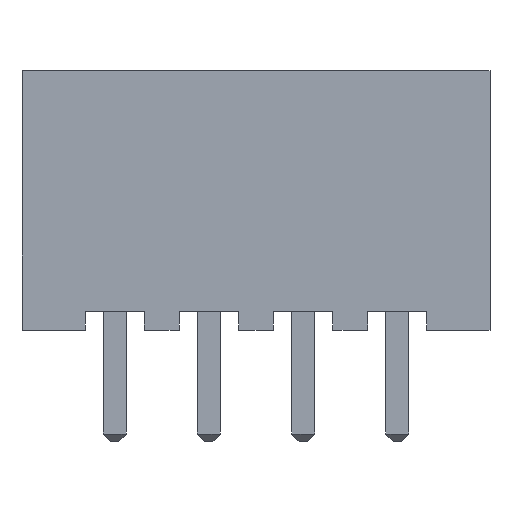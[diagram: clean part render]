
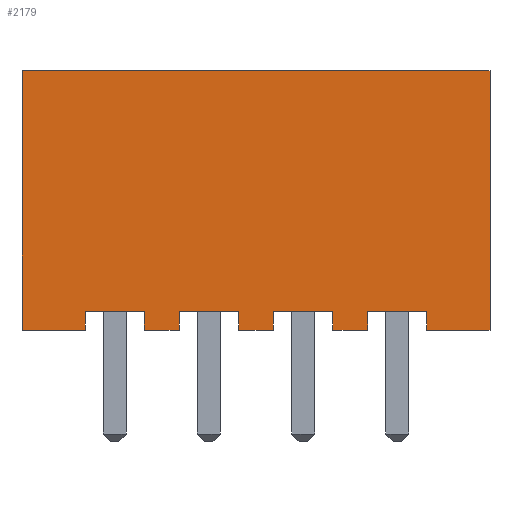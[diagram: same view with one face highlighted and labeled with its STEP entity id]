
A CAD part, front view. The second image highlights one B-rep face of the part: STEP entity #2179.
In plain terms, the highlighted planar face has unit normal (0, -1, 0).
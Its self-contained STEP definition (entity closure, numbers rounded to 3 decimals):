
#140=FACE_OUTER_BOUND('',#264,.T.);
#264=EDGE_LOOP('',(#1848,#1849,#1850,#1851,#1852,#1853,#1854,#1855,#1856,
#1857,#1858,#1859,#1860,#1861,#1862,#1863,#1864,#1865,#1866,#1867));
#308=LINE('',#2928,#594);
#311=LINE('',#2934,#597);
#314=LINE('',#2940,#600);
#318=LINE('',#2947,#604);
#320=LINE('',#2953,#606);
#337=LINE('',#2986,#623);
#339=LINE('',#2991,#625);
#342=LINE('',#2997,#628);
#349=LINE('',#3009,#635);
#412=LINE('',#3138,#698);
#422=LINE('',#3159,#708);
#426=LINE('',#3166,#712);
#429=LINE('',#3172,#715);
#436=LINE('',#3186,#722);
#536=LINE('',#3391,#822);
#538=LINE('',#3394,#824);
#541=LINE('',#3400,#827);
#544=LINE('',#3406,#830);
#550=LINE('',#3417,#836);
#551=LINE('',#3419,#837);
#594=VECTOR('',#2397,1.);
#597=VECTOR('',#2402,1.);
#600=VECTOR('',#2407,1.);
#604=VECTOR('',#2413,10.);
#606=VECTOR('',#2417,1.);
#623=VECTOR('',#2440,1.);
#625=VECTOR('',#2444,1.);
#628=VECTOR('',#2449,1.);
#635=VECTOR('',#2458,1.);
#698=VECTOR('',#2573,1.);
#708=VECTOR('',#2589,1.);
#712=VECTOR('',#2595,1.);
#715=VECTOR('',#2600,1.);
#722=VECTOR('',#2609,1.);
#822=VECTOR('',#2799,1.);
#824=VECTOR('',#2803,10.);
#827=VECTOR('',#2808,1.);
#830=VECTOR('',#2813,1.);
#836=VECTOR('',#2829,1.);
#837=VECTOR('',#2832,10.);
#864=VERTEX_POINT('',#2925);
#865=VERTEX_POINT('',#2927);
#867=VERTEX_POINT('',#2933);
#869=VERTEX_POINT('',#2939);
#871=VERTEX_POINT('',#2945);
#873=VERTEX_POINT('',#2950);
#874=VERTEX_POINT('',#2952);
#886=VERTEX_POINT('',#2982);
#889=VERTEX_POINT('',#2990);
#891=VERTEX_POINT('',#2996);
#929=VERTEX_POINT('',#3124);
#935=VERTEX_POINT('',#3136);
#942=VERTEX_POINT('',#3156);
#945=VERTEX_POINT('',#3164);
#947=VERTEX_POINT('',#3170);
#953=VERTEX_POINT('',#3184);
#1012=VERTEX_POINT('',#3388);
#1013=VERTEX_POINT('',#3390);
#1015=VERTEX_POINT('',#3399);
#1017=VERTEX_POINT('',#3405);
#1060=EDGE_CURVE('',#864,#865,#308,.T.);
#1063=EDGE_CURVE('',#865,#867,#311,.T.);
#1066=EDGE_CURVE('',#867,#869,#314,.T.);
#1070=EDGE_CURVE('',#871,#864,#318,.T.);
#1072=EDGE_CURVE('',#873,#874,#320,.T.);
#1089=EDGE_CURVE('',#886,#874,#337,.T.);
#1091=EDGE_CURVE('',#889,#886,#339,.T.);
#1094=EDGE_CURVE('',#891,#889,#342,.T.);
#1101=EDGE_CURVE('',#871,#891,#349,.T.);
#1164=EDGE_CURVE('',#929,#935,#412,.T.);
#1174=EDGE_CURVE('',#942,#935,#422,.T.);
#1178=EDGE_CURVE('',#945,#942,#426,.T.);
#1181=EDGE_CURVE('',#947,#945,#429,.T.);
#1188=EDGE_CURVE('',#953,#947,#436,.T.);
#1288=EDGE_CURVE('',#1012,#1013,#536,.T.);
#1290=EDGE_CURVE('',#1012,#869,#538,.T.);
#1293=EDGE_CURVE('',#1013,#1015,#541,.T.);
#1296=EDGE_CURVE('',#1015,#1017,#544,.T.);
#1302=EDGE_CURVE('',#1017,#953,#550,.T.);
#1303=EDGE_CURVE('',#873,#929,#551,.T.);
#1848=ORIENTED_EDGE('',*,*,#1302,.F.);
#1849=ORIENTED_EDGE('',*,*,#1296,.F.);
#1850=ORIENTED_EDGE('',*,*,#1293,.F.);
#1851=ORIENTED_EDGE('',*,*,#1288,.F.);
#1852=ORIENTED_EDGE('',*,*,#1290,.T.);
#1853=ORIENTED_EDGE('',*,*,#1066,.F.);
#1854=ORIENTED_EDGE('',*,*,#1063,.F.);
#1855=ORIENTED_EDGE('',*,*,#1060,.F.);
#1856=ORIENTED_EDGE('',*,*,#1070,.F.);
#1857=ORIENTED_EDGE('',*,*,#1101,.T.);
#1858=ORIENTED_EDGE('',*,*,#1094,.T.);
#1859=ORIENTED_EDGE('',*,*,#1091,.T.);
#1860=ORIENTED_EDGE('',*,*,#1089,.T.);
#1861=ORIENTED_EDGE('',*,*,#1072,.F.);
#1862=ORIENTED_EDGE('',*,*,#1303,.T.);
#1863=ORIENTED_EDGE('',*,*,#1164,.T.);
#1864=ORIENTED_EDGE('',*,*,#1174,.F.);
#1865=ORIENTED_EDGE('',*,*,#1178,.F.);
#1866=ORIENTED_EDGE('',*,*,#1181,.F.);
#1867=ORIENTED_EDGE('',*,*,#1188,.F.);
#1990=PLANE('',#2310);
#2179=ADVANCED_FACE('',(#140),#1990,.T.);
#2310=AXIS2_PLACEMENT_3D('',#3418,#2830,#2831);
#2397=DIRECTION('',(0.,0.,1.));
#2402=DIRECTION('',(-1.,0.,0.));
#2407=DIRECTION('',(0.,0.,-1.));
#2413=DIRECTION('',(-1.,0.,0.));
#2417=DIRECTION('',(0.,0.,-1.));
#2440=DIRECTION('',(1.,0.,0.));
#2444=DIRECTION('',(0.,0.,-1.));
#2449=DIRECTION('',(1.,0.,0.));
#2458=DIRECTION('',(0.,0.,1.));
#2573=DIRECTION('',(0.,0.,-1.));
#2589=DIRECTION('',(-1.,0.,0.));
#2595=DIRECTION('',(0.,0.,-1.));
#2600=DIRECTION('',(-1.,0.,0.));
#2609=DIRECTION('',(0.,0.,1.));
#2799=DIRECTION('',(0.,0.,1.));
#2803=DIRECTION('',(1.,0.,0.));
#2808=DIRECTION('',(-1.,0.,0.));
#2813=DIRECTION('',(0.,0.,-1.));
#2829=DIRECTION('',(-1.,0.,0.));
#2830=DIRECTION('center_axis',(0.,-1.,0.));
#2831=DIRECTION('ref_axis',(0.,0.,-1.));
#2832=DIRECTION('',(-1.,0.,0.));
#2925=CARTESIAN_POINT('',(5.86,-3.15,0.));
#2927=CARTESIAN_POINT('',(5.86,-3.15,0.5));
#2928=CARTESIAN_POINT('',(5.86,-3.15,3.75));
#2933=CARTESIAN_POINT('',(4.26,-3.15,0.5));
#2934=CARTESIAN_POINT('',(8.41,-3.15,0.5));
#2939=CARTESIAN_POINT('',(4.26,-3.15,0.));
#2940=CARTESIAN_POINT('',(4.26,-3.15,3.25));
#2945=CARTESIAN_POINT('',(6.8,-3.15,0.));
#2947=CARTESIAN_POINT('',(6.35,-3.15,0.));
#2950=CARTESIAN_POINT('',(10.1,-3.15,7.));
#2952=CARTESIAN_POINT('',(10.1,-3.15,0.));
#2953=CARTESIAN_POINT('',(10.1,-3.15,7.));
#2982=CARTESIAN_POINT('',(8.4,-3.15,0.));
#2986=CARTESIAN_POINT('',(-2.4,-3.15,0.));
#2990=CARTESIAN_POINT('',(8.4,-3.15,0.5));
#2991=CARTESIAN_POINT('',(8.4,-3.15,3.25));
#2996=CARTESIAN_POINT('',(6.8,-3.15,0.5));
#2997=CARTESIAN_POINT('',(3.,-3.15,0.5));
#3009=CARTESIAN_POINT('',(6.8,-3.15,3.75));
#3124=CARTESIAN_POINT('',(-2.52,-3.15,7.));
#3136=CARTESIAN_POINT('',(-2.52,-3.15,0.));
#3138=CARTESIAN_POINT('',(-2.52,-3.15,7.));
#3156=CARTESIAN_POINT('',(-0.82,-3.15,0.));
#3159=CARTESIAN_POINT('',(9.98,-3.15,0.));
#3164=CARTESIAN_POINT('',(-0.82,-3.15,0.5));
#3166=CARTESIAN_POINT('',(-0.82,-3.15,3.25));
#3170=CARTESIAN_POINT('',(0.78,-3.15,0.5));
#3172=CARTESIAN_POINT('',(4.58,-3.15,0.5));
#3184=CARTESIAN_POINT('',(0.78,-3.15,0.));
#3186=CARTESIAN_POINT('',(0.78,-3.15,3.75));
#3388=CARTESIAN_POINT('',(3.32,-3.15,0.));
#3390=CARTESIAN_POINT('',(3.32,-3.15,0.5));
#3391=CARTESIAN_POINT('',(3.32,-3.15,3.75));
#3394=CARTESIAN_POINT('',(3.77,-3.15,0.));
#3399=CARTESIAN_POINT('',(1.72,-3.15,0.5));
#3400=CARTESIAN_POINT('',(5.87,-3.15,0.5));
#3405=CARTESIAN_POINT('',(1.72,-3.15,0.));
#3406=CARTESIAN_POINT('',(1.72,-3.15,3.25));
#3417=CARTESIAN_POINT('',(10.02,-3.15,0.));
#3418=CARTESIAN_POINT('Origin',(10.02,-3.15,7.));
#3419=CARTESIAN_POINT('',(1.27,-3.15,7.));
